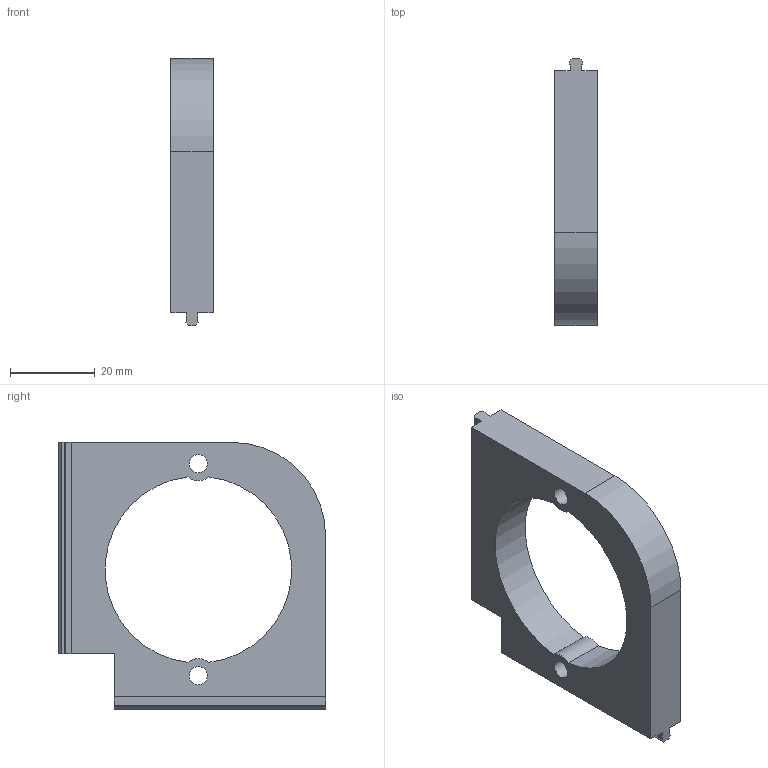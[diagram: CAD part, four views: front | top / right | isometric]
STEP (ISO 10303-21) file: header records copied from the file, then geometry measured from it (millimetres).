
FILE_DESCRIPTION(/* description */ ('STEP AP242','CAx-IF Rec.Pracs.---Representation and Presentation of Product Manufacturing Information (PMI)---4.0---2014-10-13','CAx-IF Rec.Pracs.---3D Tessellated Geometry---0.4---2014-09-14','2;1'),/* implementation_level */ '2;1');
FILE_NAME(/* name */ '651ec57487dc136235a06f9b',/* time_stamp */ '2023-10-05T14:17:26Z',/* author */ (''),/* organization */ (''),/* preprocessor_version */ 'ST-DEVELOPER v19.4',/* originating_system */ ' ',/* authorisation */ ' ');
FILE_SCHEMA (('AP242_MANAGED_MODEL_BASED_3D_ENGINEERING_MIM_LF { 1 0 10303 442 1 1 4 }'));
Length unit declared in the file: metre
Products named in the file (1): motor_reinforcement
Bounding box: 10 x 63 x 63 mm (x, y, z)
Volume: 19298.1 mm3; surface area: 8268.7 mm2
Topology: 1 solids, 1 shells, 35 faces, 99 edges, 66 vertices
Faces by surface type: plane 28, cylinder 7
Full cylindrical faces by diameter (mm): 4.3 x2
Entity records: 1151 total; most frequent: CARTESIAN_POINT 199, ORIENTED_EDGE 194, DIRECTION 183, EDGE_CURVE 97, LINE 83, VECTOR 83, VERTEX_POINT 66, AXIS2_PLACEMENT_3D 50
